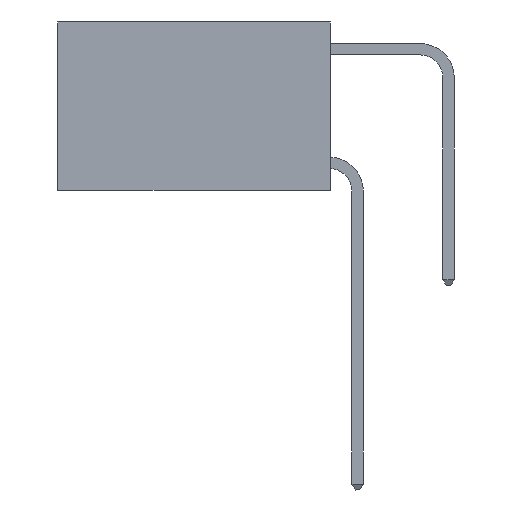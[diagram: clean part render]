
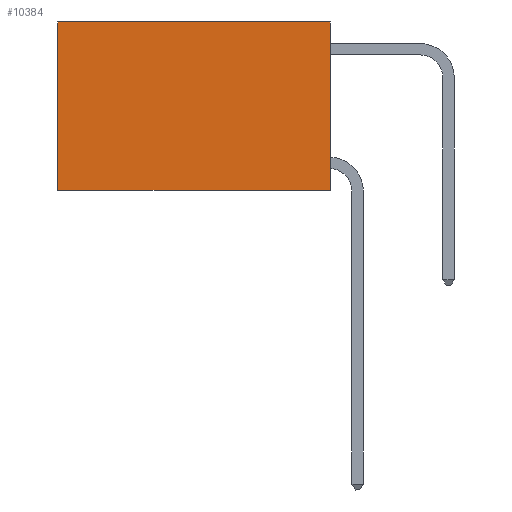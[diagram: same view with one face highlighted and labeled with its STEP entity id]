
A CAD part, left-side view. The second image highlights one B-rep face of the part: STEP entity #10384.
In plain terms, the highlighted planar face has unit normal (-1, 0, 0).
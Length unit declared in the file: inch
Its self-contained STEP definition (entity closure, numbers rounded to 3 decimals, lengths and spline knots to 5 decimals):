
#307 = DIRECTION ( 'NONE',  ( 0., 0., -1. ) ) ;
#494 = VECTOR ( 'NONE', #10219, 39.37008 ) ;
#539 = CARTESIAN_POINT ( 'NONE',  ( 0.2625, 0., -0.37 ) ) ;
#1221 = LINE ( 'NONE', #8995, #1671 ) ;
#1469 = EDGE_LOOP ( 'NONE', ( #3732, #2719, #10331, #3955 ) ) ;
#1671 = VECTOR ( 'NONE', #307, 39.37008 ) ;
#2447 = CARTESIAN_POINT ( 'NONE',  ( 0.2625, 0., 0. ) ) ;
#2505 = CARTESIAN_POINT ( 'NONE',  ( 0.2625, 0., -0.37 ) ) ;
#2719 = ORIENTED_EDGE ( 'NONE', *, *, #10678, .F. ) ;
#2938 = EDGE_CURVE ( 'NONE', #5563, #5278, #1221, .T. ) ;
#3138 = VECTOR ( 'NONE', #10799, 39.37008 ) ;
#3382 = EDGE_CURVE ( 'NONE', #6993, #5563, #3460, .T. ) ;
#3460 = LINE ( 'NONE', #8153, #3138 ) ;
#3502 = FACE_OUTER_BOUND ( 'NONE', #1469, .T. ) ;
#3732 = ORIENTED_EDGE ( 'NONE', *, *, #2938, .T. ) ;
#3955 = ORIENTED_EDGE ( 'NONE', *, *, #3382, .T. ) ;
#4122 = DIRECTION ( 'NONE',  ( 0., 1., 0. ) ) ;
#4182 = LINE ( 'NONE', #2505, #6718 ) ;
#4440 = EDGE_CURVE ( 'NONE', #6993, #5664, #6743, .T. ) ;
#5278 = VERTEX_POINT ( 'NONE', #11266 ) ;
#5563 = VERTEX_POINT ( 'NONE', #10013 ) ;
#5664 = VERTEX_POINT ( 'NONE', #539 ) ;
#6718 = VECTOR ( 'NONE', #4122, 39.37008 ) ;
#6743 = LINE ( 'NONE', #2447, #494 ) ;
#6993 = VERTEX_POINT ( 'NONE', #10237 ) ;
#7193 = DIRECTION ( 'NONE',  ( 0., 0., -1. ) ) ;
#7888 = CARTESIAN_POINT ( 'NONE',  ( 0.2625, 0., 0. ) ) ;
#7997 = PLANE ( 'NONE',  #9827 ) ;
#8153 = CARTESIAN_POINT ( 'NONE',  ( 0.2625, 0., 0. ) ) ;
#8995 = CARTESIAN_POINT ( 'NONE',  ( 0.2625, 0.6, 0. ) ) ;
#9539 = DIRECTION ( 'NONE',  ( 1., 0., 0. ) ) ;
#9827 = AXIS2_PLACEMENT_3D ( 'NONE', #7888, #9539, #7193 ) ;
#10013 = CARTESIAN_POINT ( 'NONE',  ( 0.2625, 0.6, 0. ) ) ;
#10219 = DIRECTION ( 'NONE',  ( 0., 0., -1. ) ) ;
#10237 = CARTESIAN_POINT ( 'NONE',  ( 0.2625, 0., 0. ) ) ;
#10331 = ORIENTED_EDGE ( 'NONE', *, *, #4440, .F. ) ;
#10384 = ADVANCED_FACE ( 'NONE', ( #3502 ), #7997, .F. ) ;
#10678 = EDGE_CURVE ( 'NONE', #5664, #5278, #4182, .T. ) ;
#10799 = DIRECTION ( 'NONE',  ( 0., 1., 0. ) ) ;
#11266 = CARTESIAN_POINT ( 'NONE',  ( 0.2625, 0.6, -0.37 ) ) ;
